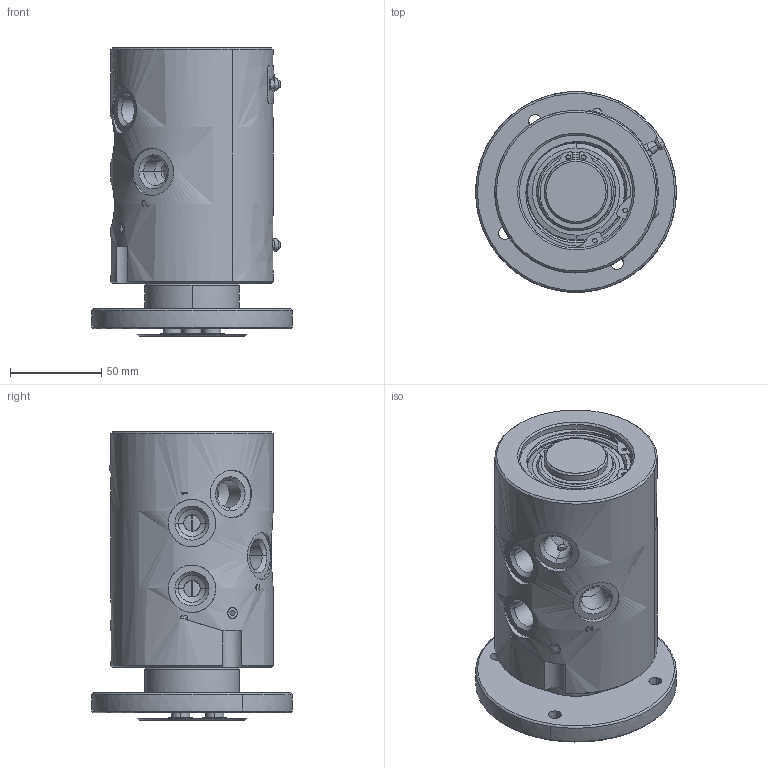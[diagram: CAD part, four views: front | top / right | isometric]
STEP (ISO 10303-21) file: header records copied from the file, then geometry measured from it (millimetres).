
FILE_DESCRIPTION (( 'STEP AP214' ), '1' );
FILE_NAME ('TUR-G3V-38ACQ.STEP', '2016-08-19T13:21:20', ( '' ), ( '' ), 'SwSTEP 2.0', 'SolidWorks 2016', '' );
FILE_SCHEMA (( 'AUTOMOTIVE_DESIGN' ));
Length unit declared in the file: millimetre
Products named in the file (1): TUR-G3V-38ACQ
Bounding box: 109.98 x 109.95 x 158 mm (x, y, z)
Surface area: 101038.3 mm2 (no closed solid volume)
Topology: 0 solids, 67 shells, 202 faces, 902 edges, 778 vertices
Faces by surface type: bspline 150, plane 49, torus 3
Entity records: 75356 total; most frequent: CARTESIAN_POINT 69480, ORIENTED_EDGE 1202, EDGE_CURVE 893, VERTEX_POINT 778, DIRECTION 570, LINE 434, VECTOR 434, B_SPLINE_CURVE_WITH_KNOTS 432
